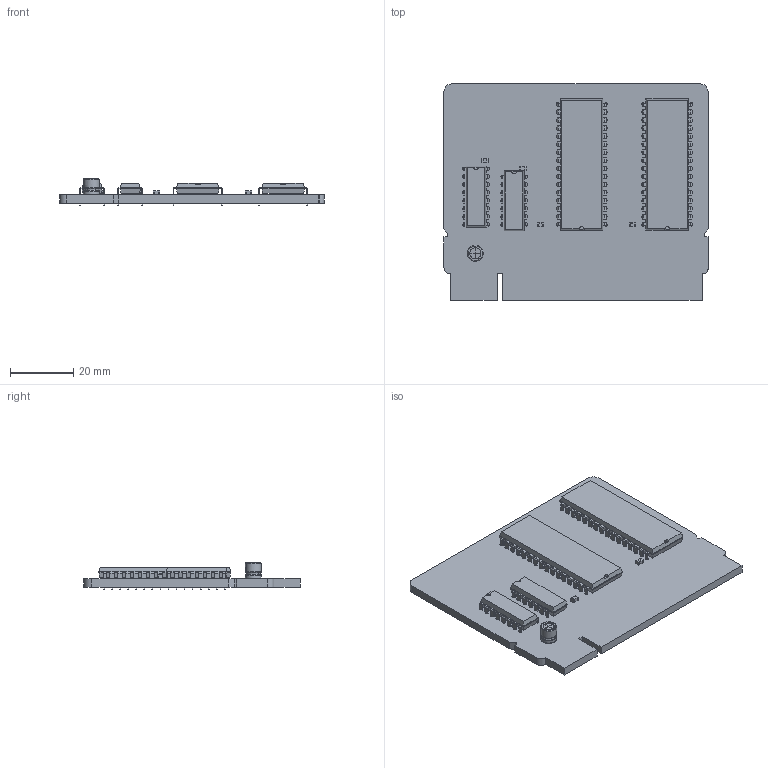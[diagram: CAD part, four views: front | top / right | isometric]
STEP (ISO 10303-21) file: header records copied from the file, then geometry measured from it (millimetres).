
FILE_DESCRIPTION(('KiCad electronic assembly'),'2;1');
FILE_NAME('ROM.step','2024-07-25T00:06:47',('Pcbnew'),('Kicad'), 'Open CASCADE STEP processor 7.6','KiCad to STEP converter','Unknown' );
FILE_SCHEMA(('AUTOMOTIVE_DESIGN { 1 0 10303 214 1 1 1 1 }'));
Length unit declared in the file: millimetre
Products named in the file (12): ROM 1; DIP-16_W7.62mm; C_0805_2012Metric; DIP-32_W15.24mm; CP_Radial_D5.0mm_P2.50mm; CP_Radial_D50mm_P250mm; DIP-14_W7.62mm; ROM_PCB
Assembly tree (15 placements, depth 3):
  ROM 1
    DIP-16_W7.62mm
      DIP-16_W7.62mm
    C_0805_2012Metric  x4
      C_0805_2012Metric
    DIP-32_W15.24mm  x2
      DIP-32_W15.24mm
    CP_Radial_D5.0mm_P2.50mm
      CP_Radial_D50mm_P250mm
    DIP-14_W7.62mm
      DIP-14_W7.62mm
    ROM_PCB
Bounding box: 83.31 x 68.2 x 8.3 mm (x, y, z)
Volume: 19053.3 mm3; surface area: 17681.9 mm2
Topology: 10 solids, 11 shells, 1929 faces, 5262 edges, 3365 vertices
Faces by surface type: plane 1419, cylinder 355, bspline 148, revolution 5, torus 2
Full cylindrical faces by diameter (mm): 0.5 x2, 0.8 x96
Entity records: 50306 total; most frequent: CARTESIAN_POINT 9015, ORIENTED_EDGE 7044, DIRECTION 6376, EDGE_CURVE 3522, LINE 2909, VECTOR 2909, VERTEX_POINT 2251, AXIS2_PLACEMENT_3D 1731
